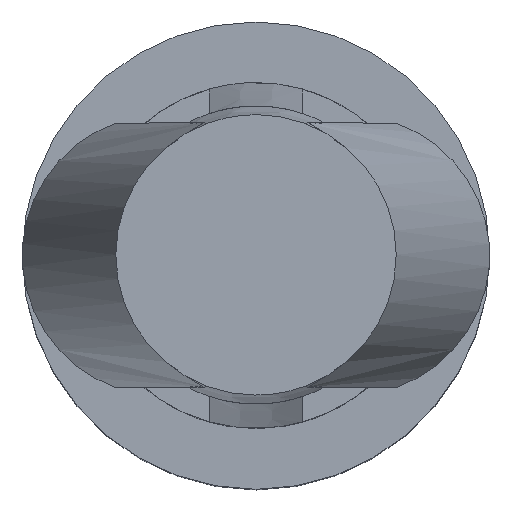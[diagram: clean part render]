
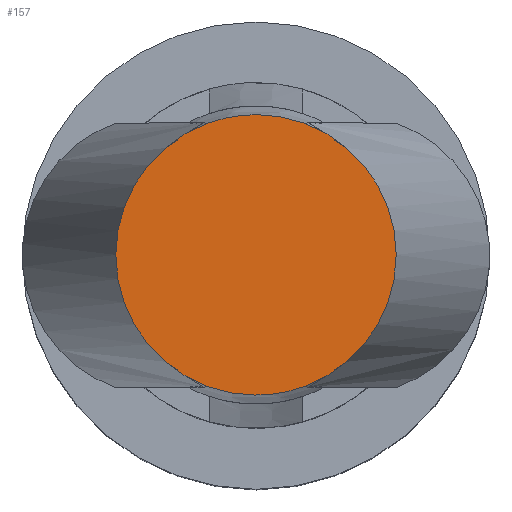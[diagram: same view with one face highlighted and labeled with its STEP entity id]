
A CAD part, top view. The second image highlights one B-rep face of the part: STEP entity #157.
In plain terms, the highlighted planar face has unit normal (0, 0, 1).
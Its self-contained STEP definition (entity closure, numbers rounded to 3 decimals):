
#157 = ADVANCED_FACE( '', ( #321 ), #322, .T. );
#321 = FACE_OUTER_BOUND( '', #598, .T. );
#322 = PLANE( '', #599 );
#598 = EDGE_LOOP( '', ( #974, #975, #976, #977, #978, #979, #980, #981 ) );
#599 = AXIS2_PLACEMENT_3D( '', #982, #983, #984 );
#974 = ORIENTED_EDGE( '', *, *, #1120, .F. );
#975 = ORIENTED_EDGE( '', *, *, #1119, .T. );
#976 = ORIENTED_EDGE( '', *, *, #1118, .F. );
#977 = ORIENTED_EDGE( '', *, *, #1099, .F. );
#978 = ORIENTED_EDGE( '', *, *, #1194, .F. );
#979 = ORIENTED_EDGE( '', *, *, #1193, .T. );
#980 = ORIENTED_EDGE( '', *, *, #1192, .F. );
#981 = ORIENTED_EDGE( '', *, *, #1128, .T. );
#982 = CARTESIAN_POINT( '', ( 0., 0., 6.9 ) );
#983 = DIRECTION( '', ( 0., 0., 1. ) );
#984 = DIRECTION( '', ( 1., 0., 0. ) );
#1099 = EDGE_CURVE( '', #1319, #1321, #1322, .T. );
#1118 = EDGE_CURVE( '', #1321, #1351, #1352, .T. );
#1119 = EDGE_CURVE( '', #1353, #1351, #1354, .T. );
#1120 = EDGE_CURVE( '', #1353, #1355, #1356, .T. );
#1128 = EDGE_CURVE( '', #1366, #1355, #1367, .F. );
#1192 = EDGE_CURVE( '', #1366, #1444, #1445, .T. );
#1193 = EDGE_CURVE( '', #1446, #1444, #1447, .T. );
#1194 = EDGE_CURVE( '', #1446, #1319, #1448, .T. );
#1319 = VERTEX_POINT( '', #1633 );
#1321 = VERTEX_POINT( '', #1641 );
#1322 = CIRCLE( '', #1642, 1.5 );
#1351 = VERTEX_POINT( '', #1693 );
#1352 = CIRCLE( '', #1694, 1.5 );
#1353 = VERTEX_POINT( '', #1695 );
#1354 = B_SPLINE_CURVE_WITH_KNOTS( '', 2, ( #1696, #1697, #1698, #1699, #1700 ), .UNSPECIFIED., .F., .F., ( 3, 2, 3 ), ( 0., 0.5, 1. ), .UNSPECIFIED. );
#1355 = VERTEX_POINT( '', #1701 );
#1356 = CIRCLE( '', #1702, 1.5 );
#1366 = VERTEX_POINT( '', #1720 );
#1367 = CIRCLE( '', #1721, 1.5 );
#1444 = VERTEX_POINT( '', #1843 );
#1445 = CIRCLE( '', #1844, 1.5 );
#1446 = VERTEX_POINT( '', #1845 );
#1447 = B_SPLINE_CURVE_WITH_KNOTS( '', 2, ( #1846, #1847, #1848, #1849, #1850 ), .UNSPECIFIED., .F., .F., ( 3, 2, 3 ), ( 0., 0.5, 1. ), .UNSPECIFIED. );
#1448 = CIRCLE( '', #1851, 1.5 );
#1633 = CARTESIAN_POINT( '', ( 0.525, 1.405, 6.9 ) );
#1641 = CARTESIAN_POINT( '', ( 0.525, -1.405, 6.9 ) );
#1642 = AXIS2_PLACEMENT_3D( '', #1953, #1954, #1955 );
#1693 = CARTESIAN_POINT( '', ( 0.5, -1.414, 6.9 ) );
#1694 = AXIS2_PLACEMENT_3D( '', #1974, #1975, #1976 );
#1695 = CARTESIAN_POINT( '', ( -0.5, -1.414, 6.9 ) );
#1696 = CARTESIAN_POINT( '', ( -0.5, -1.414, 6.9 ) );
#1697 = CARTESIAN_POINT( '', ( -0.258, -1.5, 6.9 ) );
#1698 = CARTESIAN_POINT( '', ( 0., -1.5, 6.9 ) );
#1699 = CARTESIAN_POINT( '', ( 0.257, -1.5, 6.9 ) );
#1700 = CARTESIAN_POINT( '', ( 0.5, -1.414, 6.9 ) );
#1701 = CARTESIAN_POINT( '', ( -0.525, -1.405, 6.9 ) );
#1702 = AXIS2_PLACEMENT_3D( '', #1977, #1978, #1979 );
#1720 = CARTESIAN_POINT( '', ( -0.525, 1.405, 6.9 ) );
#1721 = AXIS2_PLACEMENT_3D( '', #1988, #1989, #1990 );
#1843 = CARTESIAN_POINT( '', ( -0.5, 1.414, 6.9 ) );
#1844 = AXIS2_PLACEMENT_3D( '', #2051, #2052, #2053 );
#1845 = CARTESIAN_POINT( '', ( 0.5, 1.414, 6.9 ) );
#1846 = CARTESIAN_POINT( '', ( 0.5, 1.414, 6.9 ) );
#1847 = CARTESIAN_POINT( '', ( 0.258, 1.5, 6.9 ) );
#1848 = CARTESIAN_POINT( '', ( 0., 1.5, 6.9 ) );
#1849 = CARTESIAN_POINT( '', ( -0.257, 1.5, 6.9 ) );
#1850 = CARTESIAN_POINT( '', ( -0.5, 1.414, 6.9 ) );
#1851 = AXIS2_PLACEMENT_3D( '', #2054, #2055, #2056 );
#1953 = CARTESIAN_POINT( '', ( 0., 0., 6.9 ) );
#1954 = DIRECTION( '', ( 0., 0., -1. ) );
#1955 = DIRECTION( '', ( 0., 1., 0. ) );
#1974 = CARTESIAN_POINT( '', ( 0., 0., 6.9 ) );
#1975 = DIRECTION( '', ( 0., 0., -1. ) );
#1976 = DIRECTION( '', ( 0., 1., 0. ) );
#1977 = CARTESIAN_POINT( '', ( 0., 0., 6.9 ) );
#1978 = DIRECTION( '', ( 0., 0., -1. ) );
#1979 = DIRECTION( '', ( 0., 1., 0. ) );
#1988 = CARTESIAN_POINT( '', ( 0., 0., 6.9 ) );
#1989 = DIRECTION( '', ( 0., 0., -1. ) );
#1990 = DIRECTION( '', ( 1., 0., 0. ) );
#2051 = CARTESIAN_POINT( '', ( 0., 0., 6.9 ) );
#2052 = DIRECTION( '', ( 0., 0., -1. ) );
#2053 = DIRECTION( '', ( 0., 1., 0. ) );
#2054 = CARTESIAN_POINT( '', ( 0., 0., 6.9 ) );
#2055 = DIRECTION( '', ( 0., 0., -1. ) );
#2056 = DIRECTION( '', ( 0., 1., 0. ) );
